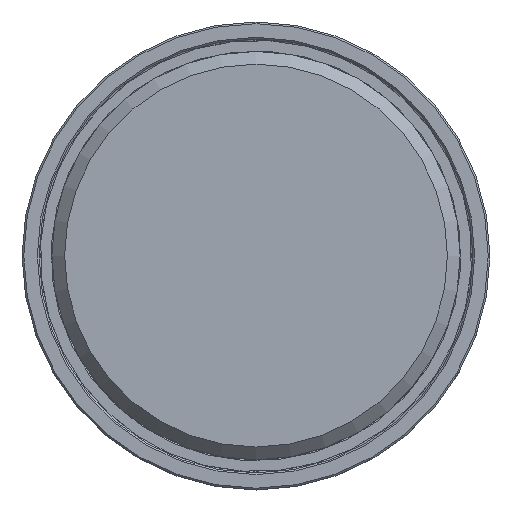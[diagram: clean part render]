
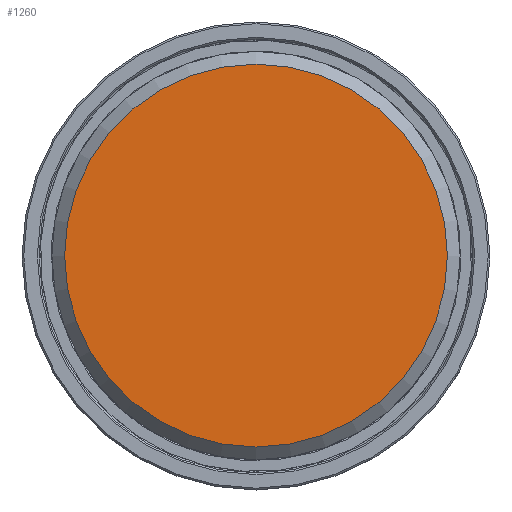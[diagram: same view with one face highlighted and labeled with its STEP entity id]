
A CAD part, top view. The second image highlights one B-rep face of the part: STEP entity #1260.
In plain terms, the highlighted planar face has unit normal (0, 0, 1).
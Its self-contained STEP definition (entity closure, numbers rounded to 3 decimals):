
#1220=CARTESIAN_POINT('',(22.5,0.,30.0));
#1221=VERTEX_POINT('',#1220);
#1222=CARTESIAN_POINT('',(0.0,0.0,30.0));
#1223=DIRECTION('',(0.0,0.0,-1.0));
#1224=DIRECTION('',(-1.0,0.0,0.0));
#1225=AXIS2_PLACEMENT_3D('',#1222,#1223,#1224);
#1226=CIRCLE('',#1225,22.5);
#1227=EDGE_CURVE('',#1221,#1221,#1226,.T.);
#1252=CARTESIAN_POINT('',(0.0,0.0,30.0));
#1253=DIRECTION('',(0.0,0.0,-1.0));
#1254=DIRECTION('',(-1.0,0.0,0.0));
#1255=AXIS2_PLACEMENT_3D('',#1252,#1253,#1254);
#1256=PLANE('',#1255);
#1257=ORIENTED_EDGE('',*,*,#1227,.F.);
#1258=EDGE_LOOP('',(#1257));
#1259=FACE_OUTER_BOUND('',#1258,.T.);
#1260=ADVANCED_FACE('',(#1259),#1256,.F.);
